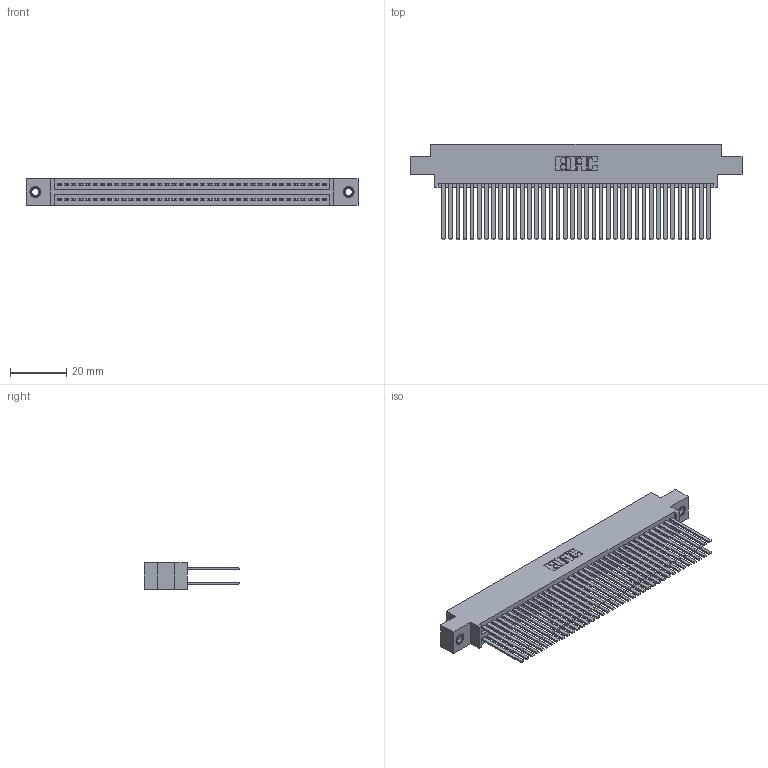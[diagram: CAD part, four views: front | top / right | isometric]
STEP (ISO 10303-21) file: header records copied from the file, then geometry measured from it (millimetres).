
FILE_DESCRIPTION (( 'STEP AP203' ), '1' );
FILE_NAME ('395-076-544-807.STEP', '2018-11-27T22:03:33', ( '' ), ( '' ), 'SwSTEP 2.0', 'SolidWorks 2016', '' );
FILE_SCHEMA (( 'CONFIG_CONTROL_DESIGN' ));
Length unit declared in the file: inch
Products named in the file (4): 395-076-544-807; 345-250-001_345-250-005-103; 345-292-001_345-293-144; 345 Part_0.170 Offset - 0.156 Dia-TI
Assembly tree (79 placements, depth 2):
  395-076-544-807
    345 Part_0.170 Offset - 0.156 Dia-TI
    345-292-001_345-293-144  x76
    345-250-001_345-250-005-103  x2
Bounding box: 117.73 x 33.96 x 9.4 mm (x, y, z)
Volume: 12337.7 mm3; surface area: 21453.6 mm2
Topology: 79 solids, 79 shells, 3534 faces, 10445 edges, 6854 vertices
Faces by surface type: plane 2320, cylinder 1198, cone 12, torus 4
Entity records: 31488 total; most frequent: CARTESIAN_POINT 5263, ORIENTED_EDGE 5190, DIRECTION 4669, EDGE_CURVE 2595, LINE 2295, VECTOR 2295, VERTEX_POINT 1724, AXIS2_PLACEMENT_3D 1187
